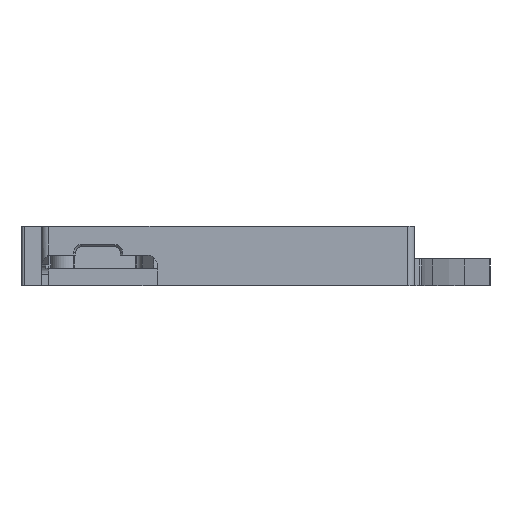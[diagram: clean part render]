
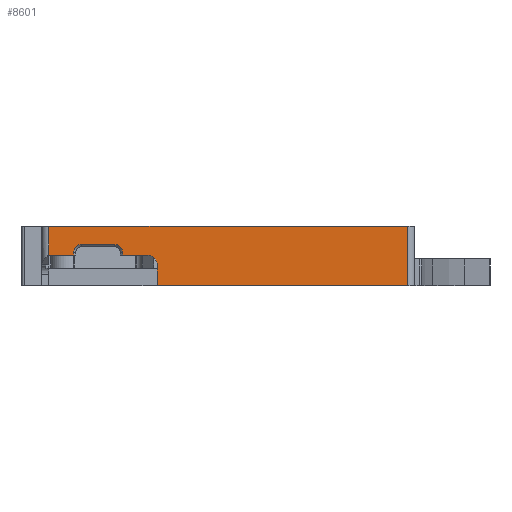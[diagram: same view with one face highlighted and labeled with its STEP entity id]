
A CAD part, left-side view. The second image highlights one B-rep face of the part: STEP entity #8601.
In plain terms, the highlighted planar face has unit normal (-1, 0, 0).
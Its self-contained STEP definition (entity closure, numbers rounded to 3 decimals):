
#405=CIRCLE('',#9104,1.7);
#406=CIRCLE('',#9105,1.7);
#407=CIRCLE('',#9106,2.);
#492=FACE_OUTER_BOUND('',#988,.T.);
#988=EDGE_LOOP('',(#5897,#5898,#5899,#5900,#5901,#5902,#5903,#5904,#5905,
#5906,#5907,#5908,#5909));
#1685=LINE('',#11942,#2714);
#1686=LINE('',#11944,#2715);
#1687=LINE('',#11945,#2716);
#1688=LINE('',#11947,#2717);
#1689=LINE('',#11949,#2718);
#1690=LINE('',#11953,#2719);
#1691=LINE('',#11957,#2720);
#1692=LINE('',#11959,#2721);
#1693=LINE('',#11963,#2722);
#1694=LINE('',#11964,#2723);
#2714=VECTOR('',#9793,10.);
#2715=VECTOR('',#9794,10.);
#2716=VECTOR('',#9795,10.);
#2717=VECTOR('',#9796,10.);
#2718=VECTOR('',#9797,10.);
#2719=VECTOR('',#9800,10.);
#2720=VECTOR('',#9803,10.);
#2721=VECTOR('',#9804,10.);
#2722=VECTOR('',#9807,10.);
#2723=VECTOR('',#9808,10.);
#3738=VERTEX_POINT('',#11916);
#3748=VERTEX_POINT('',#11940);
#3749=VERTEX_POINT('',#11941);
#3750=VERTEX_POINT('',#11943);
#3751=VERTEX_POINT('',#11946);
#3752=VERTEX_POINT('',#11948);
#3753=VERTEX_POINT('',#11950);
#3754=VERTEX_POINT('',#11952);
#3755=VERTEX_POINT('',#11954);
#3756=VERTEX_POINT('',#11956);
#3757=VERTEX_POINT('',#11958);
#3758=VERTEX_POINT('',#11960);
#3759=VERTEX_POINT('',#11962);
#4604=EDGE_CURVE('',#3748,#3749,#1685,.T.);
#4605=EDGE_CURVE('',#3748,#3750,#1686,.T.);
#4606=EDGE_CURVE('',#3738,#3750,#1687,.T.);
#4607=EDGE_CURVE('',#3738,#3751,#1688,.T.);
#4608=EDGE_CURVE('',#3752,#3751,#1689,.T.);
#4609=EDGE_CURVE('',#3753,#3752,#405,.T.);
#4610=EDGE_CURVE('',#3754,#3753,#1690,.T.);
#4611=EDGE_CURVE('',#3755,#3754,#406,.T.);
#4612=EDGE_CURVE('',#3756,#3755,#1691,.T.);
#4613=EDGE_CURVE('',#3756,#3757,#1692,.T.);
#4614=EDGE_CURVE('',#3757,#3758,#407,.T.);
#4615=EDGE_CURVE('',#3758,#3759,#1693,.T.);
#4616=EDGE_CURVE('',#3759,#3749,#1694,.T.);
#5897=ORIENTED_EDGE('',*,*,#4604,.F.);
#5898=ORIENTED_EDGE('',*,*,#4605,.T.);
#5899=ORIENTED_EDGE('',*,*,#4606,.F.);
#5900=ORIENTED_EDGE('',*,*,#4607,.T.);
#5901=ORIENTED_EDGE('',*,*,#4608,.F.);
#5902=ORIENTED_EDGE('',*,*,#4609,.F.);
#5903=ORIENTED_EDGE('',*,*,#4610,.F.);
#5904=ORIENTED_EDGE('',*,*,#4611,.F.);
#5905=ORIENTED_EDGE('',*,*,#4612,.F.);
#5906=ORIENTED_EDGE('',*,*,#4613,.T.);
#5907=ORIENTED_EDGE('',*,*,#4614,.T.);
#5908=ORIENTED_EDGE('',*,*,#4615,.T.);
#5909=ORIENTED_EDGE('',*,*,#4616,.T.);
#8254=PLANE('',#9103);
#8601=ADVANCED_FACE('',(#492),#8254,.T.);
#9103=AXIS2_PLACEMENT_3D('',#11939,#9791,#9792);
#9104=AXIS2_PLACEMENT_3D('',#11951,#9798,#9799);
#9105=AXIS2_PLACEMENT_3D('',#11955,#9801,#9802);
#9106=AXIS2_PLACEMENT_3D('',#11961,#9805,#9806);
#9791=DIRECTION('center_axis',(-1.,0.,0.));
#9792=DIRECTION('ref_axis',(0.,-1.,0.));
#9793=DIRECTION('',(0.,0.,-1.));
#9794=DIRECTION('',(0.,1.,0.));
#9795=DIRECTION('',(0.,0.,1.));
#9796=DIRECTION('',(0.,-1.,0.));
#9797=DIRECTION('',(0.,0.,-1.));
#9798=DIRECTION('center_axis',(-1.,0.,0.));
#9799=DIRECTION('ref_axis',(0.,0.,
1.));
#9800=DIRECTION('',(0.,1.,0.));
#9801=DIRECTION('center_axis',(-1.,0.,0.));
#9802=DIRECTION('ref_axis',(0.,-1.,0.));
#9803=DIRECTION('',(0.,0.,1.));
#9804=DIRECTION('',(0.,-1.,0.));
#9805=DIRECTION('center_axis',(1.,0.,0.));
#9806=DIRECTION('ref_axis',(0.,-1.,0.));
#9807=DIRECTION('',(0.,0.,-1.));
#9808=DIRECTION('',(0.,-1.,0.));
#11916=CARTESIAN_POINT('',(28.638,-49.155,4.395));
#11939=CARTESIAN_POINT('Origin',(28.638,-120.435,0.));
#11940=CARTESIAN_POINT('',(28.638,-125.096,10.5));
#11941=CARTESIAN_POINT('',(28.638,-125.096,-2.));
#11942=CARTESIAN_POINT('',(28.638,-125.096,0.));
#11943=CARTESIAN_POINT('',(28.638,-49.155,10.5));
#11944=CARTESIAN_POINT('',(28.638,-93.051,10.5));
#11945=CARTESIAN_POINT('',(28.638,-49.155,0.));
#11946=CARTESIAN_POINT('',(28.638,-54.4,4.395));
#11947=CARTESIAN_POINT('',(28.638,-48.405,4.395));
#11948=CARTESIAN_POINT('',(28.638,-54.4,4.98));
#11949=CARTESIAN_POINT('',(28.638,-54.4,1.905));
#11950=CARTESIAN_POINT('',(28.638,-56.1,6.68));
#11951=CARTESIAN_POINT('Origin',(28.638,-56.1,4.98));
#11952=CARTESIAN_POINT('',(28.638,-63.1,6.68));
#11953=CARTESIAN_POINT('',(28.638,-51.878,6.68));
#11954=CARTESIAN_POINT('',(28.638,-64.8,4.98));
#11955=CARTESIAN_POINT('Origin',(28.638,-63.1,4.98));
#11956=CARTESIAN_POINT('',(28.638,-64.8,4.395));
#11957=CARTESIAN_POINT('',(28.638,-64.8,2.49));
#11958=CARTESIAN_POINT('',(28.638,-70.1,4.395));
#11959=CARTESIAN_POINT('',(28.638,-48.405,4.395));
#11960=CARTESIAN_POINT('',(28.638,-72.1,2.395));
#11961=CARTESIAN_POINT('Origin',(28.638,-70.1,2.395));
#11962=CARTESIAN_POINT('',(28.638,-72.1,-2.));
#11963=CARTESIAN_POINT('',(28.638,-72.1,1.198));
#11964=CARTESIAN_POINT('',(28.638,-93.051,-2.));
